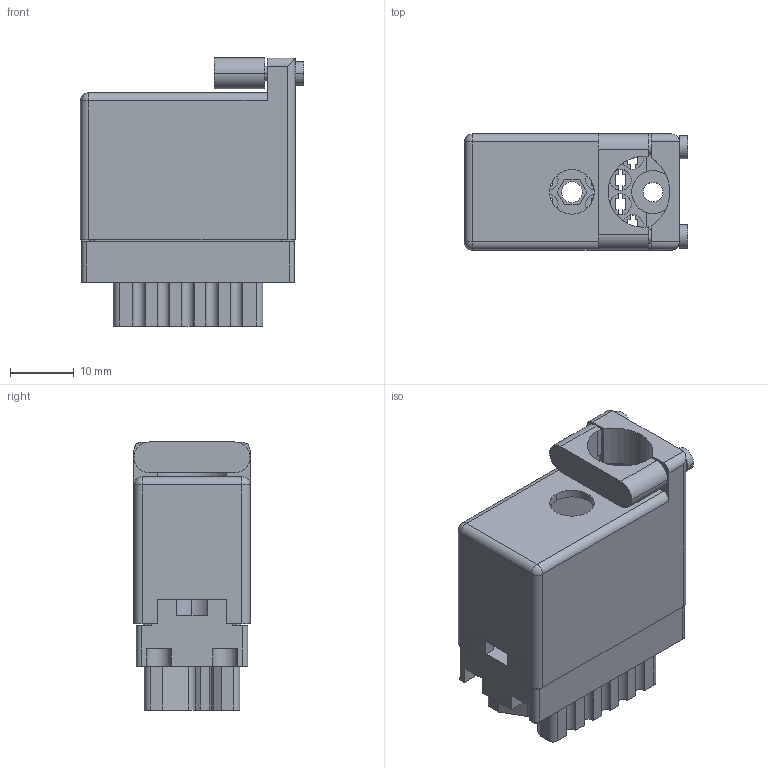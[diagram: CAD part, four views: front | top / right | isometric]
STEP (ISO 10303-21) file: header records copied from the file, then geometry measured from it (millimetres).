
FILE_DESCRIPTION (( 'STEP AP203' ), '1' );
FILE_NAME ('516-020-000-260.STEP', '2020-03-04T16:05:23', ( '' ), ( '' ), 'SwSTEP 2.0', 'SolidWorks 2016', '' );
FILE_SCHEMA (( 'CONFIG_CONTROL_DESIGN' ));
Length unit declared in the file: inch
Products named in the file (3): 516-020-000-260; 516-230-001_Metal - 020 Top Entry; 516 Part Receptacle_020
Assembly tree (2 placements, depth 2):
  516-020-000-260
    516 Part Receptacle_020
    516-230-001_Metal - 020 Top Entry
Bounding box: 34.92 x 18.16 x 41.96 mm (x, y, z)
Volume: 8856.6 mm3; surface area: 14276.1 mm2
Topology: 2 solids, 2 shells, 675 faces, 1972 edges, 1308 vertices
Faces by surface type: plane 448, cylinder 223, cone 2, sphere 2
Entity records: 22829 total; most frequent: CARTESIAN_POINT 3996, ORIENTED_EDGE 3940, DIRECTION 3854, EDGE_CURVE 1970, LINE 1434, VECTOR 1434, VERTEX_POINT 1308, AXIS2_PLACEMENT_3D 1210
